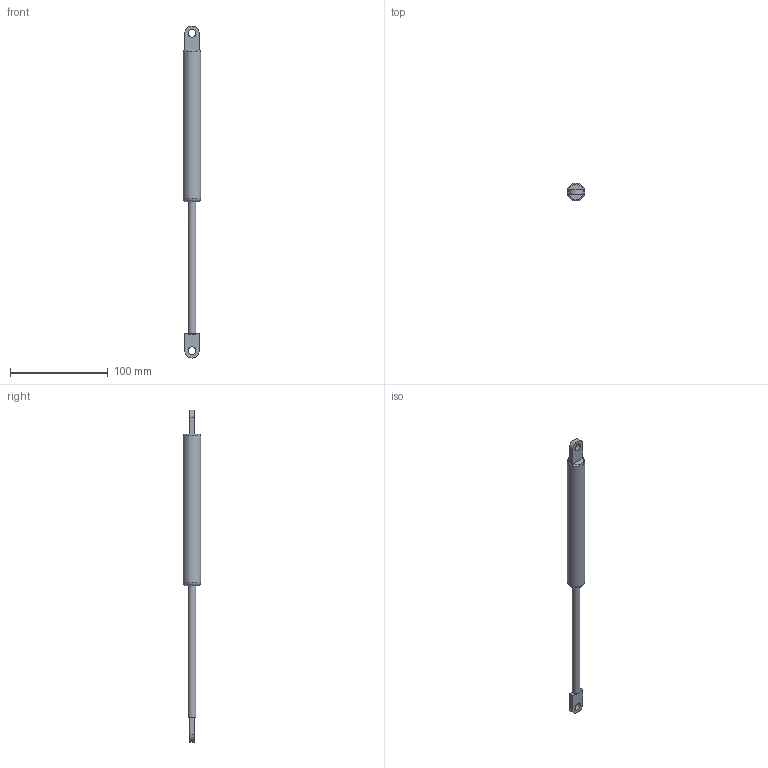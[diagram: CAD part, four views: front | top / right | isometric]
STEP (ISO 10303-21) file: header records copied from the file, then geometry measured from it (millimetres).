
FILE_DESCRIPTION(/* description */ ('CORPO MOLLA LUNGA 200N'),/* implementation_level */ '2;1');
FILE_NAME(/* name */ 'CMLGS0000111.stp',/* time_stamp */ '2018-01-30T15:00:35+01:00',/* author */ ('fzagni'),/* organization */ (''),/* preprocessor_version */ 'ST-DEVELOPER v16.1',/* originating_system */ 'Autodesk Inventor 2016',/* authorisation */ '');
FILE_SCHEMA (('AUTOMOTIVE_DESIGN { 1 0 10303 214 3 1 1 }'));
Length unit declared in the file: millimetre
Products named in the file (3): 440000003837; 440000003838; 440000003836
Assembly tree (2 placements, depth 2):
  440000003836
    440000003837
    440000003838
Bounding box: 18 x 18 x 340 mm (x, y, z)
Volume: 50632 mm3; surface area: 15380.3 mm2
Topology: 2 solids, 2 shells, 25 faces, 61 edges, 41 vertices
Faces by surface type: plane 15, cylinder 8, torus 2
Full cylindrical faces by diameter (mm): 8 x3, 18 x1
Entity records: 804 total; most frequent: CARTESIAN_POINT 170, DIRECTION 124, ORIENTED_EDGE 102, EDGE_CURVE 51, AXIS2_PLACEMENT_3D 47, VERTEX_POINT 37, EDGE_LOOP 36, LINE 30
